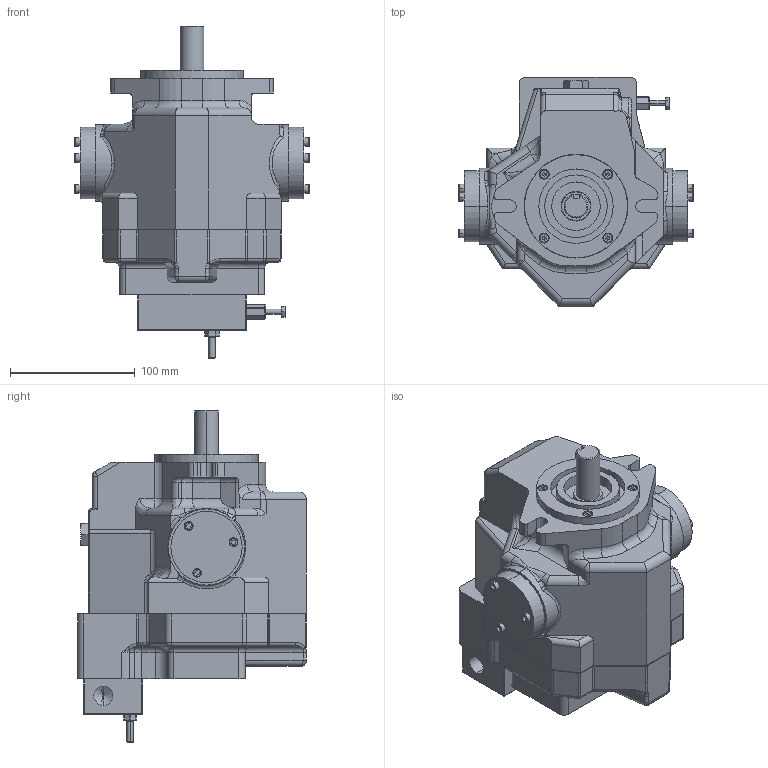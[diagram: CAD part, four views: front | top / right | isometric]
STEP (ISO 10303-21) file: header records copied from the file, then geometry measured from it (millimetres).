
FILE_DESCRIPTION (( 'STEP AP214' ), '1' );
FILE_NAME ('A22 FR07.STEP', '2017-12-20T10:37:27', ( '' ), ( '' ), 'SwSTEP 2.0', 'SolidWorks 2017', '' );
FILE_SCHEMA (( 'AUTOMOTIVE_DESIGN' ));
Length unit declared in the file: millimetre
Products named in the file (1): A22 FR07
Bounding box: 188 x 183.18 x 265.62 mm (x, y, z)
Volume: 3115322.9 mm3; surface area: 183663.8 mm2
Topology: 7 solids, 13 shells, 930 faces, 2201 edges, 1279 vertices
Faces by surface type: cylinder 332, plane 325, cone 95, torus 92, bspline 59, sphere 27
Entity records: 37646 total; most frequent: CARTESIAN_POINT 7481, DIRECTION 4451, ORIENTED_EDGE 4218, EDGE_CURVE 2109, AXIS2_PLACEMENT_3D 1689, VERTEX_POINT 1277, VECTOR 1073, LINE 1073
